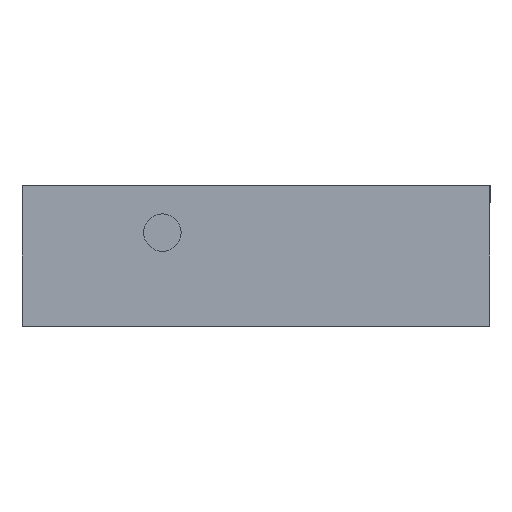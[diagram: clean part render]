
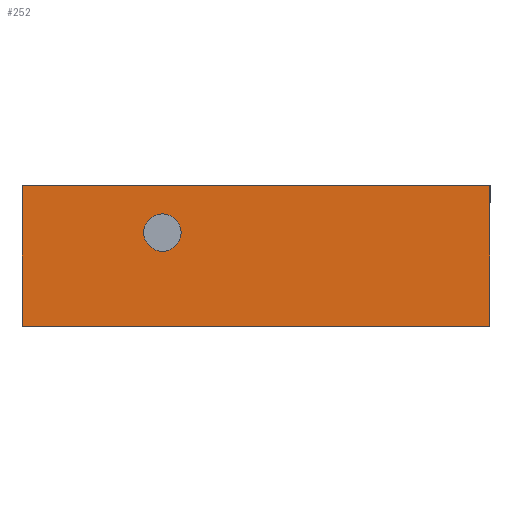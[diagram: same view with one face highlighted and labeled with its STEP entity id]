
A CAD part, left-side view. The second image highlights one B-rep face of the part: STEP entity #252.
In plain terms, the highlighted planar face has unit normal (-1, 0, 0).
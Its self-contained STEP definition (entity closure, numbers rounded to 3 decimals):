
#16 = DIRECTION ( 'NONE',  ( 0., -1., 0. ) ) ;
#28 = DIRECTION ( 'NONE',  ( 0., 0., -1. ) ) ;
#31 = DIRECTION ( 'NONE',  ( 1., 0., 0. ) ) ;
#33 = AXIS2_PLACEMENT_3D ( 'NONE', #152, #390, #28 ) ;
#38 = CARTESIAN_POINT ( 'NONE',  ( -118.5, -37.5, 10. ) ) ;
#42 = VERTEX_POINT ( 'NONE', #426 ) ;
#49 = VERTEX_POINT ( 'NONE', #509 ) ;
#56 = CARTESIAN_POINT ( 'NONE',  ( -118.5, -72.5, 0. ) ) ;
#78 = DIRECTION ( 'NONE',  ( 0., 1., 0. ) ) ;
#81 = LINE ( 'NONE', #526, #239 ) ;
#94 = ORIENTED_EDGE ( 'NONE', *, *, #523, .F. ) ;
#131 = CIRCLE ( 'NONE', #516, 2. ) ;
#142 = VECTOR ( 'NONE', #440, 1000. ) ;
#152 = CARTESIAN_POINT ( 'NONE',  ( -118.5, -37.5, 10. ) ) ;
#154 = LINE ( 'NONE', #465, #413 ) ;
#157 = EDGE_CURVE ( 'NONE', #287, #490, #154, .T. ) ;
#158 = PLANE ( 'NONE',  #461 ) ;
#159 = EDGE_CURVE ( 'NONE', #399, #42, #131, .T. ) ;
#169 = CARTESIAN_POINT ( 'NONE',  ( -118.5, -22.5, 5. ) ) ;
#170 = ORIENTED_EDGE ( 'NONE', *, *, #420, .F. ) ;
#193 = DIRECTION ( 'NONE',  ( 0., -1., 0. ) ) ;
#194 = DIRECTION ( 'NONE',  ( 1., 0., 0. ) ) ;
#197 = FACE_OUTER_BOUND ( 'NONE', #326, .T. ) ;
#239 = VECTOR ( 'NONE', #296, 1000. ) ;
#247 = ORIENTED_EDGE ( 'NONE', *, *, #279, .T. ) ;
#252 = ADVANCED_FACE ( 'NONE', ( #469, #197 ), #158, .F. ) ;
#257 = CARTESIAN_POINT ( 'NONE',  ( -118.5, -37.5, 8. ) ) ;
#264 = ORIENTED_EDGE ( 'NONE', *, *, #318, .T. ) ;
#275 = CARTESIAN_POINT ( 'NONE',  ( -118.5, -22.5, 0. ) ) ;
#278 = CARTESIAN_POINT ( 'NONE',  ( -118.5, -72.5, 5. ) ) ;
#279 = EDGE_CURVE ( 'NONE', #42, #399, #322, .T. ) ;
#287 = VERTEX_POINT ( 'NONE', #275 ) ;
#290 = ORIENTED_EDGE ( 'NONE', *, *, #159, .T. ) ;
#294 = EDGE_LOOP ( 'NONE', ( #290, #247 ) ) ;
#296 = DIRECTION ( 'NONE',  ( 0., 0., -1. ) ) ;
#298 = LINE ( 'NONE', #449, #527 ) ;
#317 = LINE ( 'NONE', #169, #142 ) ;
#318 = EDGE_CURVE ( 'NONE', #49, #287, #317, .T. ) ;
#322 = CIRCLE ( 'NONE', #33, 2. ) ;
#326 = EDGE_LOOP ( 'NONE', ( #94, #264, #448, #170 ) ) ;
#390 = DIRECTION ( 'NONE',  ( 1., 0., 0. ) ) ;
#399 = VERTEX_POINT ( 'NONE', #257 ) ;
#413 = VECTOR ( 'NONE', #193, 1000. ) ;
#420 = EDGE_CURVE ( 'NONE', #507, #490, #81, .T. ) ;
#426 = CARTESIAN_POINT ( 'NONE',  ( -118.5, -37.5, 12. ) ) ;
#440 = DIRECTION ( 'NONE',  ( 0., 0., -1. ) ) ;
#448 = ORIENTED_EDGE ( 'NONE', *, *, #157, .T. ) ;
#449 = CARTESIAN_POINT ( 'NONE',  ( -118.5, 62.5, 15. ) ) ;
#461 = AXIS2_PLACEMENT_3D ( 'NONE', #278, #31, #78 ) ;
#462 = CARTESIAN_POINT ( 'NONE',  ( -118.5, -72.5, 15. ) ) ;
#465 = CARTESIAN_POINT ( 'NONE',  ( -118.5, -72.5, 0. ) ) ;
#469 = FACE_BOUND ( 'NONE', #294, .T. ) ;
#490 = VERTEX_POINT ( 'NONE', #56 ) ;
#507 = VERTEX_POINT ( 'NONE', #462 ) ;
#509 = CARTESIAN_POINT ( 'NONE',  ( -118.5, -22.5, 15. ) ) ;
#514 = DIRECTION ( 'NONE',  ( 0., 0., -1. ) ) ;
#516 = AXIS2_PLACEMENT_3D ( 'NONE', #38, #194, #514 ) ;
#523 = EDGE_CURVE ( 'NONE', #49, #507, #298, .T. ) ;
#526 = CARTESIAN_POINT ( 'NONE',  ( -118.5, -72.5, 5. ) ) ;
#527 = VECTOR ( 'NONE', #16, 1000. ) ;
